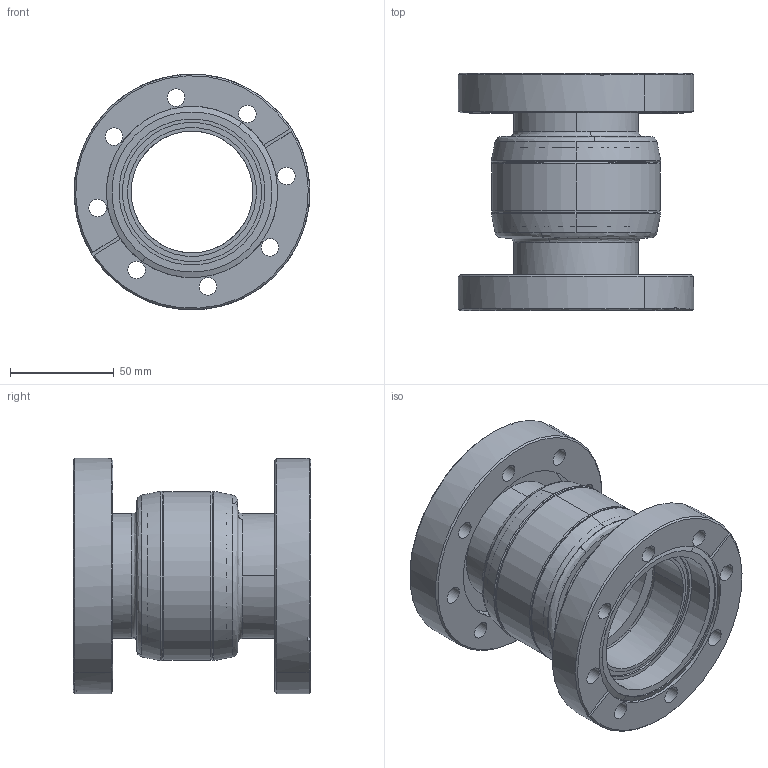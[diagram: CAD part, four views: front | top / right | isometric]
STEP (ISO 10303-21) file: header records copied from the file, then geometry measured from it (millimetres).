
FILE_DESCRIPTION (( 'STEP AP203' ), '1' );
FILE_NAME ('A0805-1-CF.STEP', '2011-10-05T18:38:07', ( '' ), ( '' ), 'SwSTEP 2.0', 'SolidWorks 2011', '' );
FILE_SCHEMA (( 'CONFIG_CONTROL_DESIGN' ));
Length unit declared in the file: inch
Products named in the file (1): A0805-1-CF
Bounding box: 113.47 x 114.25 x 113.45 mm (x, y, z)
Volume: 293930.6 mm3; surface area: 108842.1 mm2
Topology: 1 solids, 1 shells, 168 faces, 412 edges, 262 vertices
Faces by surface type: cylinder 76, cone 42, plane 34, bspline 16
Entity records: 7141 total; most frequent: CARTESIAN_POINT 2915, DIRECTION 936, ORIENTED_EDGE 824, EDGE_CURVE 412, AXIS2_PLACEMENT_3D 395, VERTEX_POINT 262, CIRCLE 242, EDGE_LOOP 218
